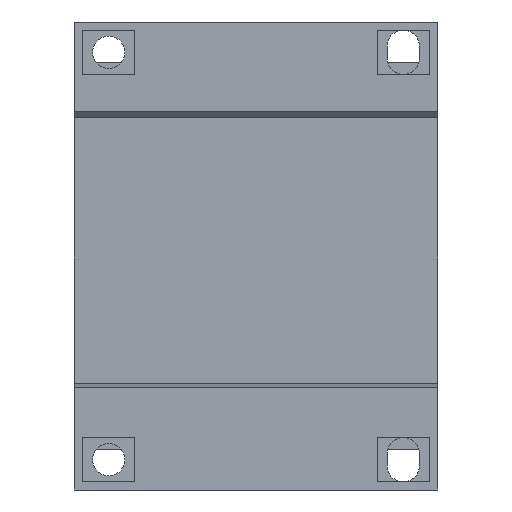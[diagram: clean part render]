
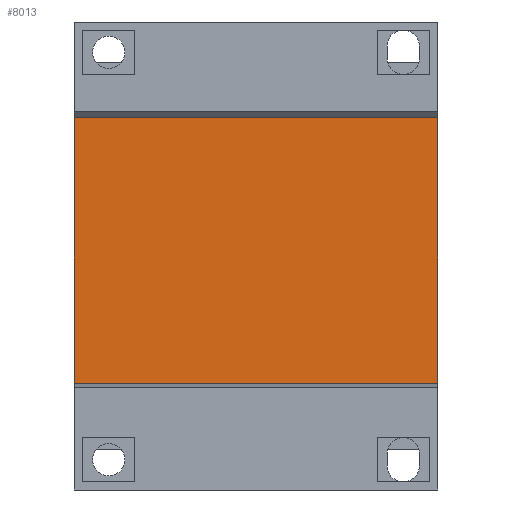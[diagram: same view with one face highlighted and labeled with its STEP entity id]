
A CAD part, front view. The second image highlights one B-rep face of the part: STEP entity #8013.
In plain terms, the highlighted planar face has unit normal (0, -1, 0).
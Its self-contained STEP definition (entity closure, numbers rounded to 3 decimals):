
#47 = ORIENTED_EDGE ( 'NONE', *, *, #9782, .T. ) ;
#1008 = EDGE_CURVE ( 'NONE', #8165, #10517, #10231, .T. ) ;
#1411 = CARTESIAN_POINT ( 'NONE',  ( -22.5, 3., -26. ) ) ;
#1579 = ORIENTED_EDGE ( 'NONE', *, *, #6028, .F. ) ;
#2284 = CARTESIAN_POINT ( 'NONE',  ( 22.5, 3., -26. ) ) ;
#2713 = VERTEX_POINT ( 'NONE', #7461 ) ;
#2945 = CARTESIAN_POINT ( 'NONE',  ( -25., 3., -15.765 ) ) ;
#3220 = DIRECTION ( 'NONE',  ( 1., 0., 0. ) ) ;
#3381 = EDGE_LOOP ( 'NONE', ( #47, #5796, #1579, #3726 ) ) ;
#3481 = DIRECTION ( 'NONE',  ( 0., 0., 1. ) ) ;
#3726 = ORIENTED_EDGE ( 'NONE', *, *, #1008, .T. ) ;
#3850 = VECTOR ( 'NONE', #4180, 1000. ) ;
#4013 = VECTOR ( 'NONE', #11325, 1000. ) ;
#4167 = DIRECTION ( 'NONE',  ( 0., 0., 1. ) ) ;
#4180 = DIRECTION ( 'NONE',  ( 0., 0., 1. ) ) ;
#4284 = CARTESIAN_POINT ( 'NONE',  ( -22.5, 3., -15.765 ) ) ;
#4477 = CARTESIAN_POINT ( 'NONE',  ( -25., 3., -15.765 ) ) ;
#5393 = CARTESIAN_POINT ( 'NONE',  ( 22.5, 3., 18. ) ) ;
#5796 = ORIENTED_EDGE ( 'NONE', *, *, #11577, .F. ) ;
#6028 = EDGE_CURVE ( 'NONE', #8165, #2713, #6431, .T. ) ;
#6431 = LINE ( 'NONE', #1411, #8256 ) ;
#6870 = FACE_OUTER_BOUND ( 'NONE', #3381, .T. ) ;
#7461 = CARTESIAN_POINT ( 'NONE',  ( -22.5, 3., 18. ) ) ;
#7941 = CARTESIAN_POINT ( 'NONE',  ( -25., 3., 18. ) ) ;
#8013 = ADVANCED_FACE ( 'NONE', ( #6870 ), #10714, .F. ) ;
#8165 = VERTEX_POINT ( 'NONE', #4284 ) ;
#8256 = VECTOR ( 'NONE', #3481, 1000. ) ;
#8351 = VECTOR ( 'NONE', #3220, 1000. ) ;
#8906 = DIRECTION ( 'NONE',  ( 0., 1., 0. ) ) ;
#9348 = LINE ( 'NONE', #2284, #3850 ) ;
#9772 = VERTEX_POINT ( 'NONE', #5393 ) ;
#9782 = EDGE_CURVE ( 'NONE', #10517, #9772, #9348, .T. ) ;
#10231 = LINE ( 'NONE', #4477, #4013 ) ;
#10464 = CARTESIAN_POINT ( 'NONE',  ( 22.5, 3., -15.765 ) ) ;
#10517 = VERTEX_POINT ( 'NONE', #10464 ) ;
#10714 = PLANE ( 'NONE',  #12475 ) ;
#11325 = DIRECTION ( 'NONE',  ( 1., 0., 0. ) ) ;
#11577 = EDGE_CURVE ( 'NONE', #2713, #9772, #11823, .T. ) ;
#11823 = LINE ( 'NONE', #7941, #8351 ) ;
#12475 = AXIS2_PLACEMENT_3D ( 'NONE', #2945, #8906, #4167 ) ;
